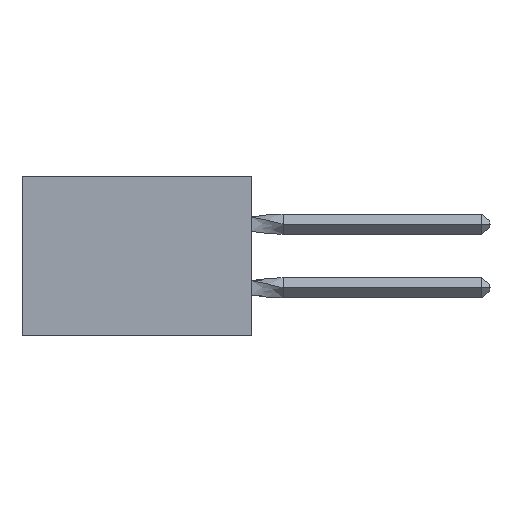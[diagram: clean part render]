
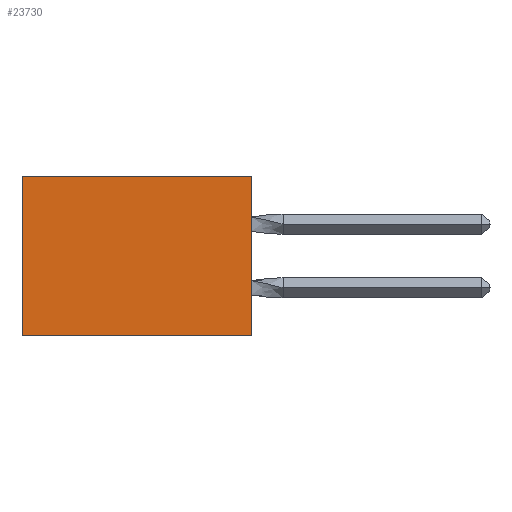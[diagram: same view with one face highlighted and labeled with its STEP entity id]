
A CAD part, left-side view. The second image highlights one B-rep face of the part: STEP entity #23730.
In plain terms, the highlighted planar face has unit normal (-1, 0, 0).
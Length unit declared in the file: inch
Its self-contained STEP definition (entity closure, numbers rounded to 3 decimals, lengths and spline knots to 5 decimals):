
#483 = EDGE_LOOP ( 'NONE', ( #30545, #6288, #16956, #29998 ) ) ;
#1581 = VERTEX_POINT ( 'NONE', #13834 ) ;
#1985 = PLANE ( 'NONE',  #25758 ) ;
#3276 = DIRECTION ( 'NONE',  ( 0., 1., 0. ) ) ;
#4458 = LINE ( 'NONE', #11682, #34598 ) ;
#6288 = ORIENTED_EDGE ( 'NONE', *, *, #32180, .F. ) ;
#7624 = CARTESIAN_POINT ( 'NONE',  ( 0.305, 0., -0.5 ) ) ;
#7926 = DIRECTION ( 'NONE',  ( 0., 1., 0. ) ) ;
#8533 = DIRECTION ( 'NONE',  ( 0., 0., -1. ) ) ;
#8762 = DIRECTION ( 'NONE',  ( 0., 0., -1. ) ) ;
#10035 = CARTESIAN_POINT ( 'NONE',  ( 0.305, 0., 0. ) ) ;
#10559 = DIRECTION ( 'NONE',  ( 0., 0., -1. ) ) ;
#11682 = CARTESIAN_POINT ( 'NONE',  ( 0.305, 0., -0.5 ) ) ;
#13834 = CARTESIAN_POINT ( 'NONE',  ( 0.305, 0., -0.5 ) ) ;
#16239 = EDGE_CURVE ( 'NONE', #35692, #40083, #19405, .T. ) ;
#16956 = ORIENTED_EDGE ( 'NONE', *, *, #44101, .F. ) ;
#17857 = VECTOR ( 'NONE', #10559, 39.37008 ) ;
#19373 = EDGE_CURVE ( 'NONE', #40083, #40896, #36134, .T. ) ;
#19405 = LINE ( 'NONE', #10035, #26886 ) ;
#21957 = CARTESIAN_POINT ( 'NONE',  ( 0.305, 0.72, 0. ) ) ;
#23281 = CARTESIAN_POINT ( 'NONE',  ( 0.305, 0., 0. ) ) ;
#23730 = ADVANCED_FACE ( 'NONE', ( #34424 ), #1985, .F. ) ;
#24714 = CARTESIAN_POINT ( 'NONE',  ( 0.305, 0.72, -0.5 ) ) ;
#25758 = AXIS2_PLACEMENT_3D ( 'NONE', #29503, #32968, #8762 ) ;
#26886 = VECTOR ( 'NONE', #3276, 39.37008 ) ;
#29259 = LINE ( 'NONE', #7624, #41100 ) ;
#29503 = CARTESIAN_POINT ( 'NONE',  ( 0.305, 0., -0.5 ) ) ;
#29998 = ORIENTED_EDGE ( 'NONE', *, *, #16239, .T. ) ;
#30545 = ORIENTED_EDGE ( 'NONE', *, *, #19373, .T. ) ;
#32180 = EDGE_CURVE ( 'NONE', #1581, #40896, #29259, .T. ) ;
#32968 = DIRECTION ( 'NONE',  ( 1., 0., 0. ) ) ;
#34424 = FACE_OUTER_BOUND ( 'NONE', #483, .T. ) ;
#34598 = VECTOR ( 'NONE', #8533, 39.37008 ) ;
#35025 = CARTESIAN_POINT ( 'NONE',  ( 0.305, 0.72, -0.5 ) ) ;
#35692 = VERTEX_POINT ( 'NONE', #23281 ) ;
#36134 = LINE ( 'NONE', #24714, #17857 ) ;
#40083 = VERTEX_POINT ( 'NONE', #21957 ) ;
#40896 = VERTEX_POINT ( 'NONE', #35025 ) ;
#41100 = VECTOR ( 'NONE', #7926, 39.37008 ) ;
#44101 = EDGE_CURVE ( 'NONE', #35692, #1581, #4458, .T. ) ;
